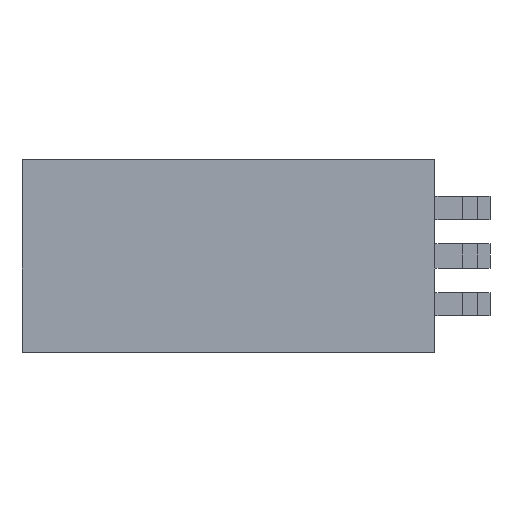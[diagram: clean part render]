
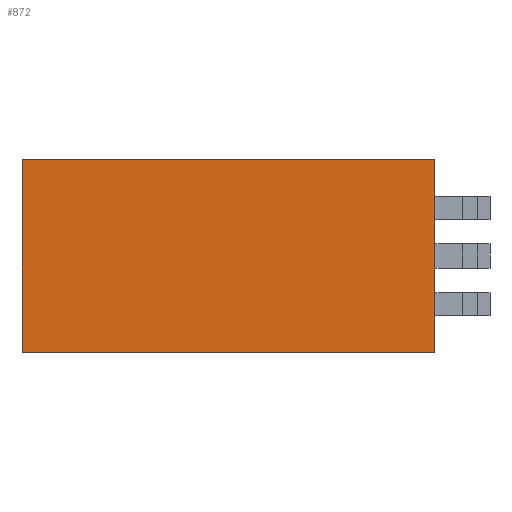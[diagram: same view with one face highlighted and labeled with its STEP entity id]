
A CAD part, top view. The second image highlights one B-rep face of the part: STEP entity #872.
In plain terms, the highlighted planar face has unit normal (0, 0, 1).
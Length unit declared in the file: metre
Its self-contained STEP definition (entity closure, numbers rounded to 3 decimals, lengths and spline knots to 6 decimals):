
#9 = CARTESIAN_POINT('', (0.015, -0.007, 0.00185));
#10 = VERTEX_POINT('', #9);
#11 = CARTESIAN_POINT('', (-0.015, -0.007, 0.00185));
#12 = VERTEX_POINT('', #11);
#15 = CARTESIAN_POINT('', (0.015, 0.007, 0.00185));
#16 = VERTEX_POINT('', #15);
#19 = CARTESIAN_POINT('', (-0.015, 0.007, 0.00185));
#20 = VERTEX_POINT('', #19);
#137 = DIRECTION('', (1, -0, 0));
#138 = VECTOR('', #137, 1);
#139 = CARTESIAN_POINT('', (-0.015, -0.007, 0.00185));
#140 = LINE('', #139, #138);
#153 = DIRECTION('', (0, 1, 0));
#154 = VECTOR('', #153, 1);
#155 = CARTESIAN_POINT('', (0.015, -0.007, 0.00185));
#156 = LINE('', #155, #154);
#165 = DIRECTION('', (-1, -0, 0));
#166 = VECTOR('', #165, 1);
#167 = CARTESIAN_POINT('', (0.015, 0.007, 0.00185));
#168 = LINE('', #167, #166);
#173 = DIRECTION('', (0, -1, 0));
#174 = VECTOR('', #173, 1);
#175 = CARTESIAN_POINT('', (-0.015, 0.007, 0.00185));
#176 = LINE('', #175, #174);
#539 = EDGE_CURVE('', #12, #10, #140, .T.);
#543 = EDGE_CURVE('', #10, #16, #156, .T.);
#546 = EDGE_CURVE('', #16, #20, #168, .T.);
#548 = EDGE_CURVE('', #20, #12, #176, .T.);
#659 = CARTESIAN_POINT('', (0, 0, 0.00185));
#660 = DIRECTION('', (0, -0, 1));
#661 = AXIS2_PLACEMENT_3D('', #659, #660, $);
#662 = PLANE('', #661);
#866 = ORIENTED_EDGE('', *, *, #539, .T.);
#867 = ORIENTED_EDGE('', *, *, #543, .T.);
#868 = ORIENTED_EDGE('', *, *, #546, .T.);
#869 = ORIENTED_EDGE('', *, *, #548, .T.);
#870 = EDGE_LOOP('', (#866, #867, #868, #869));
#871 = FACE_BOUND('', #870, .T.);
#872 = ADVANCED_FACE('', (#871), #662, .T.);
